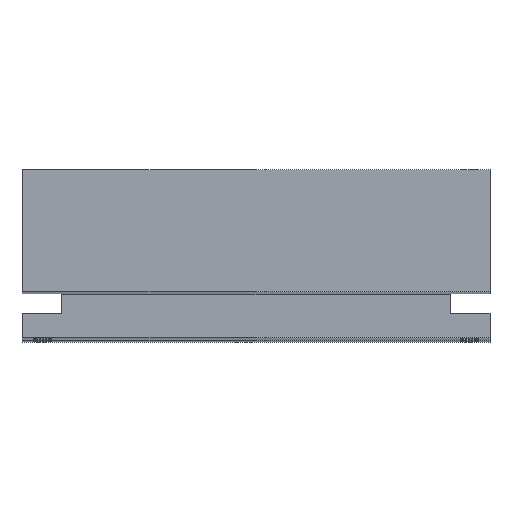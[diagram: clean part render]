
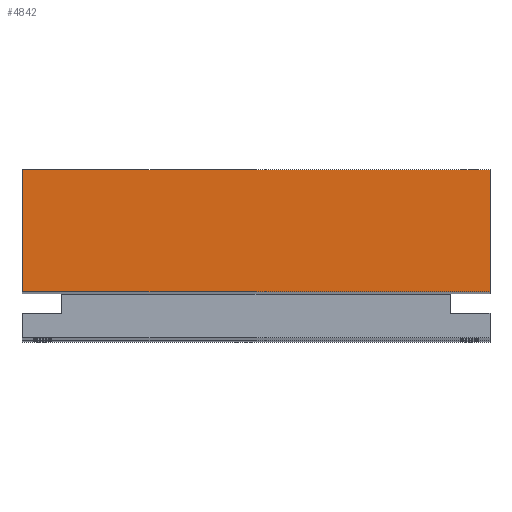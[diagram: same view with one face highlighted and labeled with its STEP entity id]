
A CAD part, top view. The second image highlights one B-rep face of the part: STEP entity #4842.
In plain terms, the highlighted planar face has unit normal (0, 0, 1).
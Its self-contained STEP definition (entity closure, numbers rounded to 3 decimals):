
#172 = EDGE_CURVE ( 'NONE', #273, #6558, #2061, .T. ) ;
#201 = CARTESIAN_POINT ( 'NONE',  ( 115., 30., 280. ) ) ;
#273 = VERTEX_POINT ( 'NONE', #201 ) ;
#327 = CARTESIAN_POINT ( 'NONE',  ( 0., 0., 280. ) ) ;
#417 = CARTESIAN_POINT ( 'NONE',  ( 0., 30., 280. ) ) ;
#477 = CARTESIAN_POINT ( 'NONE',  ( 0., 30., 280. ) ) ;
#776 = EDGE_LOOP ( 'NONE', ( #1491, #3299, #4464, #1528 ) ) ;
#1420 = DIRECTION ( 'NONE',  ( -1., 0., 0. ) ) ;
#1456 = CARTESIAN_POINT ( 'NONE',  ( 0., 0., 280. ) ) ;
#1491 = ORIENTED_EDGE ( 'NONE', *, *, #1712, .T. ) ;
#1528 = ORIENTED_EDGE ( 'NONE', *, *, #172, .T. ) ;
#1712 = EDGE_CURVE ( 'NONE', #6558, #4697, #6201, .T. ) ;
#1778 = VECTOR ( 'NONE', #2583, 1000. ) ;
#1813 = VECTOR ( 'NONE', #5460, 1000. ) ;
#2061 = LINE ( 'NONE', #477, #1778 ) ;
#2199 = LINE ( 'NONE', #4288, #1813 ) ;
#2346 = VECTOR ( 'NONE', #4594, 1000. ) ;
#2506 = CARTESIAN_POINT ( 'NONE',  ( 0., 0., 280. ) ) ;
#2583 = DIRECTION ( 'NONE',  ( -1., 0., 0. ) ) ;
#3299 = ORIENTED_EDGE ( 'NONE', *, *, #3363, .T. ) ;
#3363 = EDGE_CURVE ( 'NONE', #4697, #6316, #6183, .T. ) ;
#3614 = FACE_OUTER_BOUND ( 'NONE', #776, .T. ) ;
#3653 = VECTOR ( 'NONE', #4156, 1000. ) ;
#4062 = EDGE_CURVE ( 'NONE', #6316, #273, #2199, .T. ) ;
#4156 = DIRECTION ( 'NONE',  ( 1., 0., 0. ) ) ;
#4213 = CARTESIAN_POINT ( 'NONE',  ( 115., 0., 280. ) ) ;
#4288 = CARTESIAN_POINT ( 'NONE',  ( 115., 0., 280. ) ) ;
#4464 = ORIENTED_EDGE ( 'NONE', *, *, #4062, .T. ) ;
#4587 = PLANE ( 'NONE',  #6734 ) ;
#4594 = DIRECTION ( 'NONE',  ( 0., -1., 0. ) ) ;
#4697 = VERTEX_POINT ( 'NONE', #327 ) ;
#4842 = ADVANCED_FACE ( 'NONE', ( #3614 ), #4587, .F. ) ;
#5126 = CARTESIAN_POINT ( 'NONE',  ( 0., 0., 280. ) ) ;
#5460 = DIRECTION ( 'NONE',  ( 0., 1., 0. ) ) ;
#6123 = DIRECTION ( 'NONE',  ( 0., 0., -1. ) ) ;
#6183 = LINE ( 'NONE', #5126, #3653 ) ;
#6201 = LINE ( 'NONE', #2506, #2346 ) ;
#6316 = VERTEX_POINT ( 'NONE', #4213 ) ;
#6558 = VERTEX_POINT ( 'NONE', #417 ) ;
#6734 = AXIS2_PLACEMENT_3D ( 'NONE', #1456, #6123, #1420 ) ;
